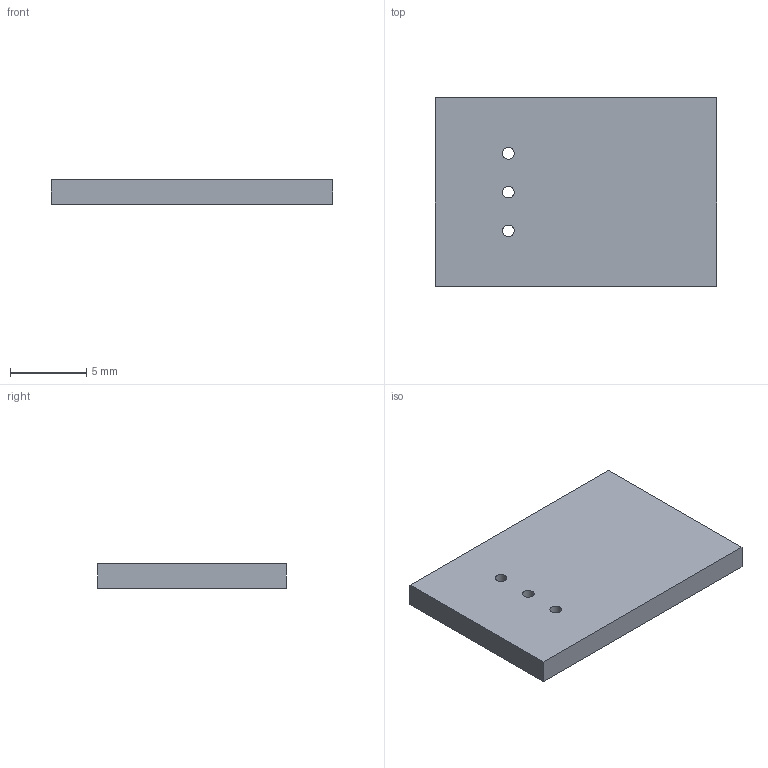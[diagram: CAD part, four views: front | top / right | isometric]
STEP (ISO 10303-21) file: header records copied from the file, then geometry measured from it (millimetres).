
FILE_DESCRIPTION(('FreeCAD Model'),'2;1');
FILE_NAME('Open CASCADE Shape Model','2022-01-20T17:11:30',( 'kicad StepUp'),('ksu MCAD'),'Open CASCADE STEP processor 7.5', 'FreeCAD','Unknown');
FILE_SCHEMA(('AUTOMOTIVE_DESIGN { 1 0 10303 214 1 1 1 1 }'));
Length unit declared in the file: millimetre
Products named in the file (1): Pcb
Bounding box: 18.43 x 12.35 x 1.58 mm (x, y, z)
Volume: 357.6 mm3; surface area: 561.2 mm2
Topology: 1 solids, 1 shells, 9 faces, 21 edges, 14 vertices
Faces by surface type: plane 6, cylinder 3
Full cylindrical faces by diameter (mm): 0.762 x3
Entity records: 295 total; most frequent: DIRECTION 47, CARTESIAN_POINT 45, ORIENTED_EDGE 42, EDGE_CURVE 21, AXIS2_PLACEMENT_3D 16, FACE_BOUND 15, EDGE_LOOP 15, LINE 15
